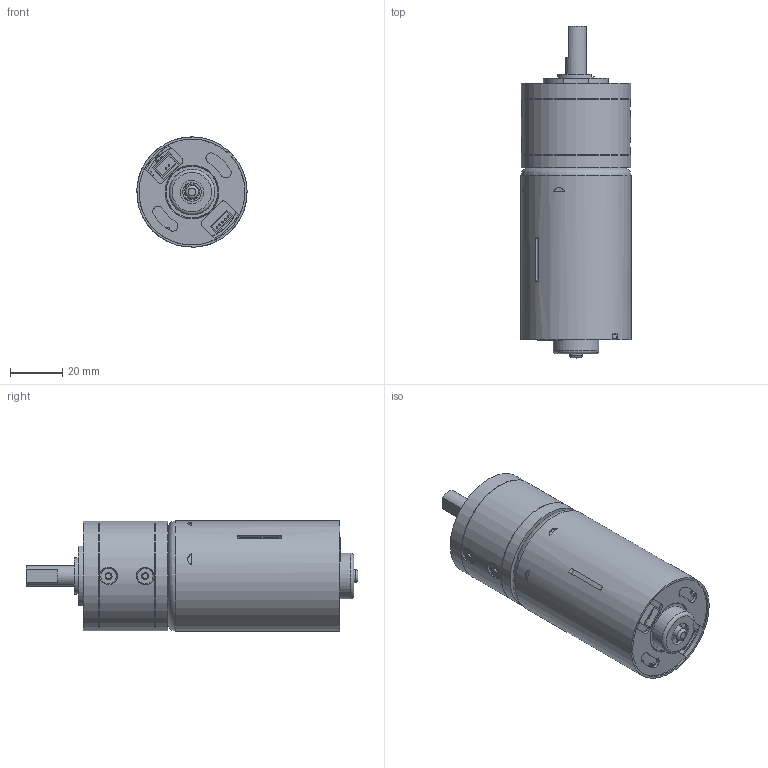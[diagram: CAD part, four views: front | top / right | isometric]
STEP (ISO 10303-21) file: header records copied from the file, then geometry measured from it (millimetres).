
FILE_DESCRIPTION(/* description */ ('Unknown'),/* implementation_level */ '2;1');
FILE_NAME(/* name */ 'PBTI4266',/* time_stamp */ '2023-03-14T17:51:40+01:00',/* author */ ('Unknown'),/* organization */ ('Unknown'),/* preprocessor_version */ 'ST-DEVELOPER v18.1',/* originating_system */ 'Solid Edge',/* authorisation */ 'Unknown');
FILE_SCHEMA (('AUTOMOTIVE_DESIGN {1 0 10303 214 3 1 1}'));
Length unit declared in the file: millimetre
Products named in the file (1): PBTI4266
Bounding box: 42.32 x 127.5 x 42.31 mm (x, y, z)
Volume: 99387.7 mm3; surface area: 59462.1 mm2
Topology: 3 solids, 12 shells, 1920 faces, 5316 edges, 3374 vertices
Faces by surface type: plane 995, cylinder 617, torus 158, cone 136, bspline 14
Full cylindrical faces by diameter (mm): 0.7 x7, 3 x5, 3.2 x2, 3.22 x2, 3.3 x2, 4 x4, 4.2 x2, 5 x6, 6.8 x2, 7 x2, 7.2 x2, 8 x3, 9 x2, 10 x1, 13.8 x2, 14 x3, 14.4 x2, 16 x3, 17.5 x3, 20.3 x1, 20.4 x1, 35.2 x1, 35.4 x1, 37.4 x1, 39.6 x1, 42 x3, 42.35 x1
Entity records: 61801 total; most frequent: CARTESIAN_POINT 13724, ORIENTED_EDGE 10220, DIRECTION 9845, EDGE_CURVE 5110, AXIS2_PLACEMENT_3D 3528, VERTEX_POINT 3287, LINE 2789, VECTOR 2789
